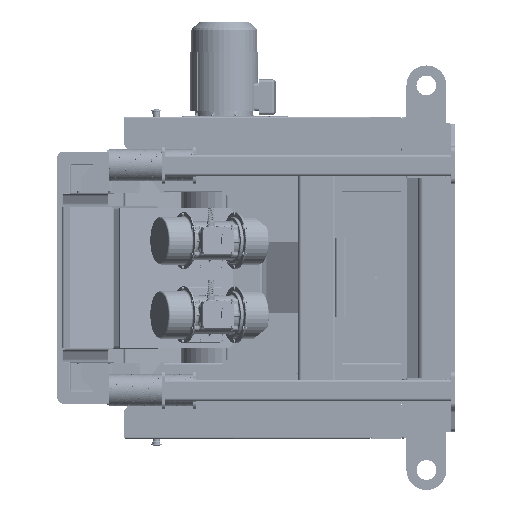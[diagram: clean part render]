
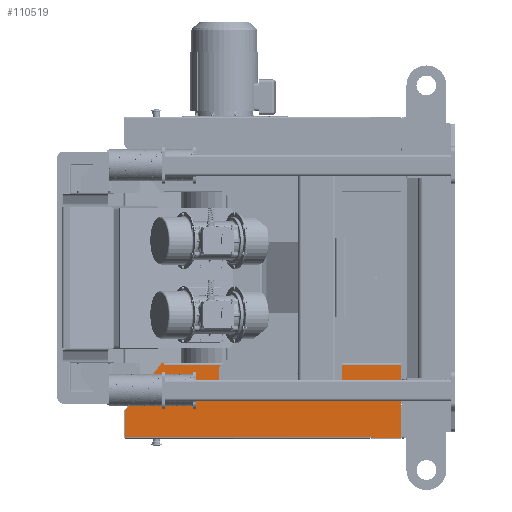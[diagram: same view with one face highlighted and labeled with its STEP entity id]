
A CAD part, left-side view. The second image highlights one B-rep face of the part: STEP entity #110519.
In plain terms, the highlighted planar face has unit normal (-1, 0, 0).
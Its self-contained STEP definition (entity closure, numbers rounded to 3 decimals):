
#12785=FACE_OUTER_BOUND('',#19985,.T.);
#19985=EDGE_LOOP('',(#96231,#96232,#96233,#96234,#96235,#96236,#96237,#96238,
#96239,#96240,#96241,#96242));
#27895=LINE('',#396638,#36820);
#27898=LINE('',#396648,#36823);
#27900=LINE('',#396654,#36825);
#27971=LINE('',#396840,#36896);
#27978=LINE('',#396852,#36903);
#27979=LINE('',#396854,#36904);
#27987=LINE('',#396871,#36912);
#27989=LINE('',#396875,#36914);
#27990=LINE('',#396876,#36915);
#27991=LINE('',#396880,#36916);
#27992=LINE('',#396881,#36917);
#36820=VECTOR('',#166406,10.);
#36823=VECTOR('',#166415,10.);
#36825=VECTOR('',#166421,10.);
#36896=VECTOR('',#166628,10.);
#36903=VECTOR('',#166637,10.);
#36904=VECTOR('',#166640,10.);
#36912=VECTOR('',#166658,10.);
#36914=VECTOR('',#166662,10.);
#36915=VECTOR('',#166663,10.);
#36916=VECTOR('',#166666,10.);
#36917=VECTOR('',#166667,10.);
#47613=VERTEX_POINT('',#396275);
#47738=VERTEX_POINT('',#396635);
#47739=VERTEX_POINT('',#396637);
#47743=VERTEX_POINT('',#396647);
#47745=VERTEX_POINT('',#396653);
#47791=VERTEX_POINT('',#396838);
#47792=VERTEX_POINT('',#396839);
#47796=VERTEX_POINT('',#396850);
#47800=VERTEX_POINT('',#396870);
#47801=VERTEX_POINT('',#396874);
#47802=VERTEX_POINT('',#396877);
#47803=VERTEX_POINT('',#396879);
#64094=EDGE_CURVE('',#47739,#47738,#27895,.T.);
#64099=EDGE_CURVE('',#47743,#47613,#27898,.T.);
#64102=EDGE_CURVE('',#47743,#47745,#27900,.T.);
#64195=EDGE_CURVE('',#47791,#47792,#27971,.T.);
#64202=EDGE_CURVE('',#47738,#47796,#27978,.T.);
#64203=EDGE_CURVE('',#47796,#47791,#27979,.T.);
#64214=EDGE_CURVE('',#47739,#47800,#27987,.T.);
#64216=EDGE_CURVE('',#47801,#47792,#27989,.T.);
#64217=EDGE_CURVE('',#47745,#47801,#27990,.T.);
#64218=EDGE_CURVE('',#47613,#47802,#124215,.T.);
#64219=EDGE_CURVE('',#47802,#47803,#27991,.T.);
#64220=EDGE_CURVE('',#47803,#47800,#27992,.T.);
#96231=ORIENTED_EDGE('',*,*,#64214,.F.);
#96232=ORIENTED_EDGE('',*,*,#64094,.T.);
#96233=ORIENTED_EDGE('',*,*,#64202,.T.);
#96234=ORIENTED_EDGE('',*,*,#64203,.T.);
#96235=ORIENTED_EDGE('',*,*,#64195,.T.);
#96236=ORIENTED_EDGE('',*,*,#64216,.F.);
#96237=ORIENTED_EDGE('',*,*,#64217,.F.);
#96238=ORIENTED_EDGE('',*,*,#64102,.F.);
#96239=ORIENTED_EDGE('',*,*,#64099,.T.);
#96240=ORIENTED_EDGE('',*,*,#64218,.T.);
#96241=ORIENTED_EDGE('',*,*,#64219,.T.);
#96242=ORIENTED_EDGE('',*,*,#64220,.T.);
#104095=PLANE('',#136363);
#110519=ADVANCED_FACE('',(#12785),#104095,.F.);
#124215=CIRCLE('',#136364,3.);
#136363=AXIS2_PLACEMENT_3D('',#396873,#166660,#166661);
#136364=AXIS2_PLACEMENT_3D('',#396878,#166664,#166665);
#166406=DIRECTION('',(0.,0.,1.));
#166415=DIRECTION('',(0.,0.,-1.));
#166421=DIRECTION('',(0.,-1.,0.));
#166628=DIRECTION('',(0.,-1.,0.));
#166637=DIRECTION('',(0.,1.,0.));
#166640=DIRECTION('',(0.,0.,1.));
#166658=DIRECTION('',(0.,1.,0.));
#166660=DIRECTION('center_axis',(1.,0.,0.));
#166661=DIRECTION('ref_axis',(0.,0.,
1.));
#166662=DIRECTION('',(0.,0.,-1.));
#166663=DIRECTION('',(0.,-0.793,-0.609));
#166664=DIRECTION('center_axis',(1.,0.,0.));
#166665=DIRECTION('ref_axis',(0.,0.,
1.));
#166666=DIRECTION('',(0.,1.,0.));
#166667=DIRECTION('',(0.,0.,-1.));
#396275=CARTESIAN_POINT('',(1.5,602.,319.5));
#396635=CARTESIAN_POINT('',(1.5,328.5,1096.358));
#396637=CARTESIAN_POINT('',(1.5,328.5,203.));
#396638=CARTESIAN_POINT('',(1.5,328.5,452.994));
#396647=CARTESIAN_POINT('',(1.5,602.,1245.));
#396648=CARTESIAN_POINT('',(1.5,602.,973.994));
#396653=CARTESIAN_POINT('',(1.5,503.019,1245.));
#396654=CARTESIAN_POINT('',(1.5,608.,1245.));
#396838=CARTESIAN_POINT('',(1.5,328.51,1096.368));
#396839=CARTESIAN_POINT('',(1.5,322.5,1096.368));
#396840=CARTESIAN_POINT('',(1.5,400.258,1096.368));
#396850=CARTESIAN_POINT('',(1.5,328.51,1096.358));
#396852=CARTESIAN_POINT('',(1.5,397.253,1096.358));
#396854=CARTESIAN_POINT('',(1.5,328.51,899.673));
#396870=CARTESIAN_POINT('',(1.5,605.,203.));
#396871=CARTESIAN_POINT('',(1.5,322.5,203.));
#396873=CARTESIAN_POINT('Origin',(1.5,472.006,702.988));
#396874=CARTESIAN_POINT('',(1.5,322.5,1106.358));
#396875=CARTESIAN_POINT('',(1.5,322.5,1106.358));
#396876=CARTESIAN_POINT('',(1.5,503.019,1245.));
#396877=CARTESIAN_POINT('',(1.5,602.,313.5));
#396878=CARTESIAN_POINT('Origin',(1.5,602.,316.5));
#396879=CARTESIAN_POINT('',(1.5,605.,313.5));
#396880=CARTESIAN_POINT('',(1.5,540.003,313.5));
#396881=CARTESIAN_POINT('',(1.5,605.,508.244));
